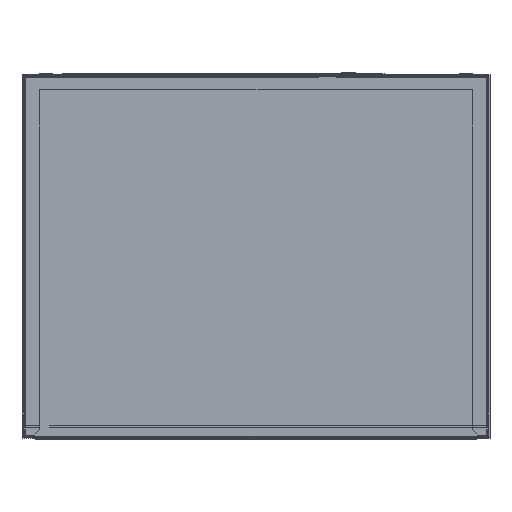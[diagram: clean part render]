
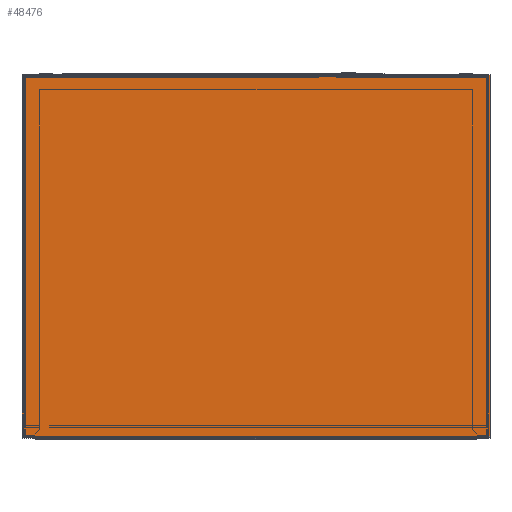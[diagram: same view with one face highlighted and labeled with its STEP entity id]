
A CAD part, front view. The second image highlights one B-rep face of the part: STEP entity #48476.
In plain terms, the highlighted planar face has unit normal (0, -1, 0).
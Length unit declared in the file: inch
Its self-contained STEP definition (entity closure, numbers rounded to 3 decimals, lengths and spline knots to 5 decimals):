
#18817 = PLANE ( 'NONE',  #114622 ) ;
#19886 = VERTEX_POINT ( 'NONE', #78056 ) ;
#25542 = VERTEX_POINT ( 'NONE', #34348 ) ;
#32299 = LINE ( 'NONE', #120843, #112658 ) ;
#33321 = DIRECTION ( 'NONE',  ( 0., 0., -1. ) ) ;
#34348 = CARTESIAN_POINT ( 'NONE',  ( 0., 0., 0. ) ) ;
#35702 = CARTESIAN_POINT ( 'NONE',  ( -17.99213, 0., -13.89764 ) ) ;
#41922 = ORIENTED_EDGE ( 'NONE', *, *, #59217, .T. ) ;
#42568 = LINE ( 'NONE', #79560, #96839 ) ;
#48476 = ADVANCED_FACE ( 'NONE', ( #103291 ), #18817, .F. ) ;
#50997 = CARTESIAN_POINT ( 'NONE',  ( 0., 0., -13.89764 ) ) ;
#56403 = DIRECTION ( 'NONE',  ( 0., 0., 1. ) ) ;
#57091 = CARTESIAN_POINT ( 'NONE',  ( -17.99213, 0., -13.89764 ) ) ;
#57703 = EDGE_CURVE ( 'NONE', #96990, #120309, #70938, .T. ) ;
#59217 = EDGE_CURVE ( 'NONE', #25542, #19886, #32299, .T. ) ;
#59242 = CARTESIAN_POINT ( 'NONE',  ( -17.99213, 0., -13.89764 ) ) ;
#70938 = LINE ( 'NONE', #59242, #96453 ) ;
#73321 = DIRECTION ( 'NONE',  ( 0., 0., 1. ) ) ;
#73625 = EDGE_CURVE ( 'NONE', #25542, #96990, #42568, .T. ) ;
#73984 = DIRECTION ( 'NONE',  ( -1., 0., 0. ) ) ;
#78056 = CARTESIAN_POINT ( 'NONE',  ( -17.99213, 0., 0. ) ) ;
#78579 = ORIENTED_EDGE ( 'NONE', *, *, #57703, .F. ) ;
#79560 = CARTESIAN_POINT ( 'NONE',  ( 0., 0., 0. ) ) ;
#88895 = EDGE_CURVE ( 'NONE', #120309, #19886, #110340, .T. ) ;
#92196 = DIRECTION ( 'NONE',  ( 0., 1., 0. ) ) ;
#96453 = VECTOR ( 'NONE', #107963, 39.37008 ) ;
#96839 = VECTOR ( 'NONE', #33321, 39.37008 ) ;
#96990 = VERTEX_POINT ( 'NONE', #50997 ) ;
#103291 = FACE_OUTER_BOUND ( 'NONE', #104660, .T. ) ;
#104660 = EDGE_LOOP ( 'NONE', ( #41922, #111959, #78579, #108106 ) ) ;
#107963 = DIRECTION ( 'NONE',  ( -1., 0., 0. ) ) ;
#108106 = ORIENTED_EDGE ( 'NONE', *, *, #73625, .F. ) ;
#109377 = VECTOR ( 'NONE', #73321, 39.37008 ) ;
#110340 = LINE ( 'NONE', #35702, #109377 ) ;
#111959 = ORIENTED_EDGE ( 'NONE', *, *, #88895, .F. ) ;
#112658 = VECTOR ( 'NONE', #73984, 39.37008 ) ;
#114622 = AXIS2_PLACEMENT_3D ( 'NONE', #120556, #92196, #56403 ) ;
#120309 = VERTEX_POINT ( 'NONE', #57091 ) ;
#120556 = CARTESIAN_POINT ( 'NONE',  ( -17.99213, 0., 0. ) ) ;
#120843 = CARTESIAN_POINT ( 'NONE',  ( -17.99213, 0., 0. ) ) ;
